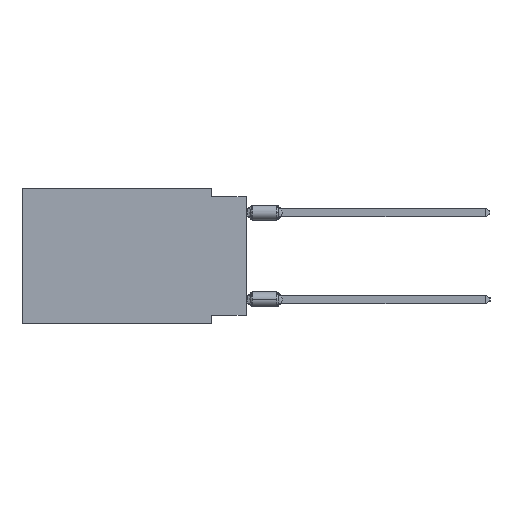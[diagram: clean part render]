
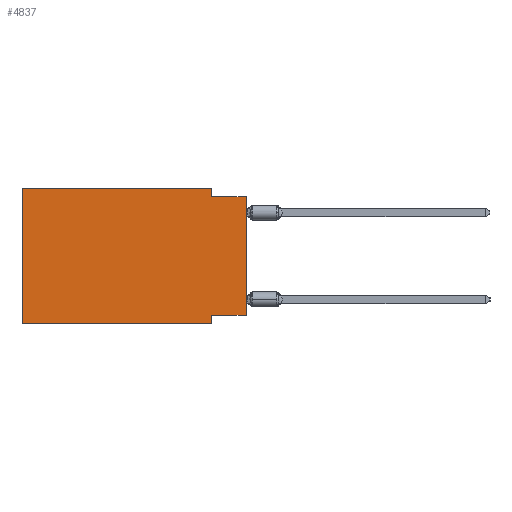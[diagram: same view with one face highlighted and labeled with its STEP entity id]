
A CAD part, left-side view. The second image highlights one B-rep face of the part: STEP entity #4837.
In plain terms, the highlighted planar face has unit normal (-1, 0, 0).
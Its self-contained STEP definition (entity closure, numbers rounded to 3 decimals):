
#184 = VECTOR ( 'NONE', #35169, 1000. ) ;
#1616 = ORIENTED_EDGE ( 'NONE', *, *, #9577, .F. ) ;
#2058 = CARTESIAN_POINT ( 'NONE',  ( 0., 16.383, 0. ) ) ;
#2087 = CARTESIAN_POINT ( 'NONE',  ( 0., 2.54, 0. ) ) ;
#2585 = EDGE_CURVE ( 'NONE', #17466, #29212, #6254, .T. ) ;
#2839 = CARTESIAN_POINT ( 'NONE',  ( 0., 2.54, -0.635 ) ) ;
#3250 = EDGE_CURVE ( 'NONE', #11055, #33290, #13437, .T. ) ;
#3275 = DIRECTION ( 'NONE',  ( 0., -1., 0. ) ) ;
#4098 = DIRECTION ( 'NONE',  ( 1., 0., 0. ) ) ;
#4821 = ORIENTED_EDGE ( 'NONE', *, *, #18331, .T. ) ;
#4837 = ADVANCED_FACE ( 'NONE', ( #24203 ), #29598, .F. ) ;
#5867 = VECTOR ( 'NONE', #3275, 1000. ) ;
#6175 = VECTOR ( 'NONE', #12851, 1000. ) ;
#6254 = LINE ( 'NONE', #36775, #5867 ) ;
#7066 = LINE ( 'NONE', #35702, #20601 ) ;
#7232 = DIRECTION ( 'NONE',  ( 0., -1., 0. ) ) ;
#7287 = CARTESIAN_POINT ( 'NONE',  ( 0., 16.383, 0. ) ) ;
#7643 = CARTESIAN_POINT ( 'NONE',  ( 0., 2.54, -9.271 ) ) ;
#8044 = VECTOR ( 'NONE', #7232, 1000. ) ;
#8170 = LINE ( 'NONE', #36630, #34111 ) ;
#8739 = ORIENTED_EDGE ( 'NONE', *, *, #3250, .F. ) ;
#9112 = EDGE_CURVE ( 'NONE', #17466, #17152, #15657, .T. ) ;
#9156 = LINE ( 'NONE', #17710, #184 ) ;
#9577 = EDGE_CURVE ( 'NONE', #11199, #29212, #7066, .T. ) ;
#11055 = VERTEX_POINT ( 'NONE', #22988 ) ;
#11199 = VERTEX_POINT ( 'NONE', #7643 ) ;
#11890 = ORIENTED_EDGE ( 'NONE', *, *, #36580, .F. ) ;
#12851 = DIRECTION ( 'NONE',  ( 0., 0., 1. ) ) ;
#13437 = LINE ( 'NONE', #2087, #22542 ) ;
#13731 = DIRECTION ( 'NONE',  ( 0., -1., 0. ) ) ;
#15657 = LINE ( 'NONE', #7287, #27689 ) ;
#15823 = CARTESIAN_POINT ( 'NONE',  ( 0., 16.383, 0. ) ) ;
#16006 = DIRECTION ( 'NONE',  ( 0., 0., -1. ) ) ;
#16013 = LINE ( 'NONE', #35727, #6175 ) ;
#16434 = ORIENTED_EDGE ( 'NONE', *, *, #2585, .T. ) ;
#16996 = EDGE_CURVE ( 'NONE', #23063, #11199, #9156, .T. ) ;
#17152 = VERTEX_POINT ( 'NONE', #2058 ) ;
#17466 = VERTEX_POINT ( 'NONE', #34784 ) ;
#17710 = CARTESIAN_POINT ( 'NONE',  ( 0., 0., -9.271 ) ) ;
#18331 = EDGE_CURVE ( 'NONE', #23063, #18404, #16013, .T. ) ;
#18404 = VERTEX_POINT ( 'NONE', #19167 ) ;
#19167 = CARTESIAN_POINT ( 'NONE',  ( 0., 0., -0.635 ) ) ;
#20601 = VECTOR ( 'NONE', #24546, 1000. ) ;
#21564 = LINE ( 'NONE', #32716, #8044 ) ;
#21626 = DIRECTION ( 'NONE',  ( 0., 0., 1. ) ) ;
#22542 = VECTOR ( 'NONE', #32776, 1000. ) ;
#22988 = CARTESIAN_POINT ( 'NONE',  ( 0., 2.54, 0. ) ) ;
#23063 = VERTEX_POINT ( 'NONE', #33767 ) ;
#23094 = AXIS2_PLACEMENT_3D ( 'NONE', #15823, #4098, #16006 ) ;
#24203 = FACE_OUTER_BOUND ( 'NONE', #33215, .T. ) ;
#24546 = DIRECTION ( 'NONE',  ( 0., 0., -1. ) ) ;
#27413 = CARTESIAN_POINT ( 'NONE',  ( 0., 2.54, -9.906 ) ) ;
#27689 = VECTOR ( 'NONE', #21626, 1000. ) ;
#29212 = VERTEX_POINT ( 'NONE', #27413 ) ;
#29598 = PLANE ( 'NONE',  #23094 ) ;
#29764 = ORIENTED_EDGE ( 'NONE', *, *, #9112, .F. ) ;
#30433 = EDGE_CURVE ( 'NONE', #17152, #11055, #21564, .T. ) ;
#32716 = CARTESIAN_POINT ( 'NONE',  ( 0., 16.383, 0. ) ) ;
#32776 = DIRECTION ( 'NONE',  ( 0., 0., -1. ) ) ;
#33215 = EDGE_LOOP ( 'NONE', ( #4821, #11890, #8739, #33511, #29764, #16434, #1616, #34256 ) ) ;
#33290 = VERTEX_POINT ( 'NONE', #2839 ) ;
#33511 = ORIENTED_EDGE ( 'NONE', *, *, #30433, .F. ) ;
#33767 = CARTESIAN_POINT ( 'NONE',  ( 0., 0., -9.271 ) ) ;
#34111 = VECTOR ( 'NONE', #13731, 1000. ) ;
#34256 = ORIENTED_EDGE ( 'NONE', *, *, #16996, .F. ) ;
#34784 = CARTESIAN_POINT ( 'NONE',  ( 0., 16.383, -9.906 ) ) ;
#35169 = DIRECTION ( 'NONE',  ( 0., 1., 0. ) ) ;
#35702 = CARTESIAN_POINT ( 'NONE',  ( 0., 2.54, -9.906 ) ) ;
#35727 = CARTESIAN_POINT ( 'NONE',  ( 0., 0., 0. ) ) ;
#36580 = EDGE_CURVE ( 'NONE', #33290, #18404, #8170, .T. ) ;
#36630 = CARTESIAN_POINT ( 'NONE',  ( 0., 0., -0.635 ) ) ;
#36775 = CARTESIAN_POINT ( 'NONE',  ( 0., 16.383, -9.906 ) ) ;
